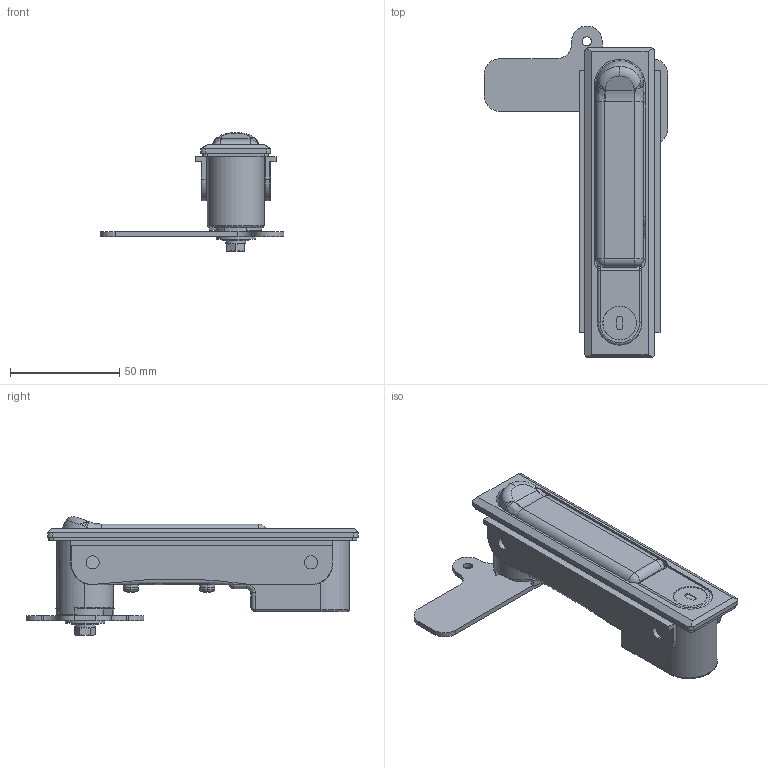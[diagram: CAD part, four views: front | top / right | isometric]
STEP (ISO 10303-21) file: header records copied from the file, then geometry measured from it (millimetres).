
FILE_DESCRIPTION (( 'STEP AP203' ), '1' );
FILE_NAME ('A-480-A-3.STEP', '2019-11-28T09:01:58', ( '' ), ( '' ), 'SwSTEP 2.0', 'SolidWorks 2014', '' );
FILE_SCHEMA (( 'CONFIG_CONTROL_DESIGN' ));
Length unit declared in the file: millimetre
Products named in the file (13): A-480-3-A_角ワッシャー_; A-480-3-A_取付板_; A-480-3-A_ローターケース_; AC-25-E-3,-4_AC-25-E-4; A-480-3-A_ハンドル_; A-480-3-A_本体_; 榋妏儃儖僩_撪宎婎弨ver1.05_M5亊12廫帤寠晅榋妏儃儖僩(揝)僟僽儖僙儉僗(P3)媽JIS; A-480-A-3; A-480-3-A_回転軸_; ダミーローター__R0220; A-480-3-A_パッキン_; A-480-3-A_ストッパー_; 十字穴付小ねじ_内径基準ver1.02_M4×14十字穴付なべ小ねじ(鉄)SWシングルセムス(P2)
Assembly tree (13 placements, depth 2):
  A-480-A-3
    A-480-3-A_本体_
    A-480-3-A_回転軸_
    A-480-3-A_ハンドル_
    A-480-3-A_パッキン_
    A-480-3-A_ストッパー_
    A-480-3-A_角ワッシャー_
    AC-25-E-3,-4_AC-25-E-4
    A-480-3-A_取付板_
    榋妏儃儖僩_撪宎婎弨ver1.05_M5亊12廫帤寠晅榋妏儃儖僩(揝)僟僽儖僙儉僗(P3)媽JIS
    十字穴付小ねじ_内径基準ver1.02_M4×14十字穴付なべ小ねじ(鉄)SWシングルセムス(P2)  x2
    A-480-3-A_ローターケース_
    ダミーローター__R0220
Bounding box: 84 x 152 x 54.34 mm (x, y, z)
Volume: 92040.8 mm3; surface area: 66569 mm2
Topology: 14 solids, 14 shells, 549 faces, 1415 edges, 897 vertices
Faces by surface type: plane 265, cylinder 204, cone 24, torus 21, sphere 19, bspline 16
Entity records: 17550 total; most frequent: CARTESIAN_POINT 3697, DIRECTION 2672, ORIENTED_EDGE 2584, EDGE_CURVE 1292, AXIS2_PLACEMENT_3D 984, VERTEX_POINT 827, LINE 704, VECTOR 704
